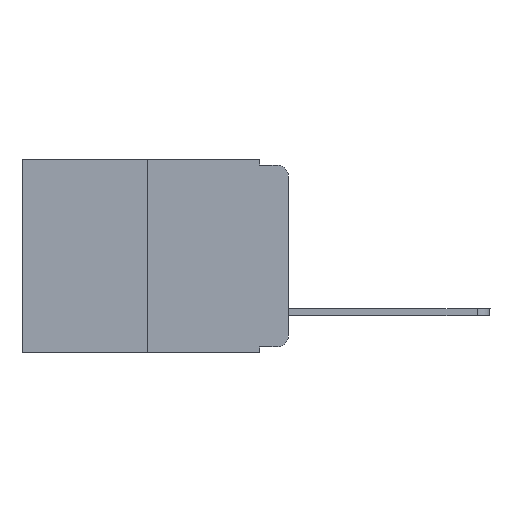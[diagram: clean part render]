
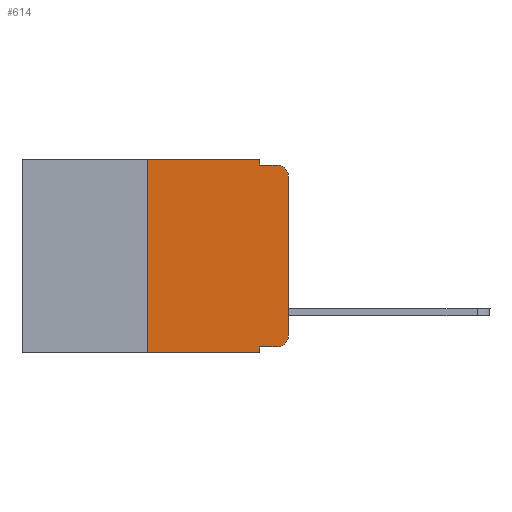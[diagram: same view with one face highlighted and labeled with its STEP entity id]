
A CAD part, left-side view. The second image highlights one B-rep face of the part: STEP entity #614.
In plain terms, the highlighted planar face has unit normal (-1, 0, 0).
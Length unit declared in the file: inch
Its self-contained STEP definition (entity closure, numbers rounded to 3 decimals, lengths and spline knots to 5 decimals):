
#450 = EDGE_CURVE ( 'NONE', #1944, #9732, #10961, .T. ) ;
#524 = EDGE_CURVE ( 'NONE', #2995, #1944, #4888, .T. ) ;
#614 = ADVANCED_FACE ( 'NONE', ( #5231 ), #12556, .F. ) ;
#659 = EDGE_CURVE ( 'NONE', #4390, #8936, #12698, .T. ) ;
#866 = LINE ( 'NONE', #7231, #1096 ) ;
#924 = DIRECTION ( 'NONE',  ( 0., -1., 0. ) ) ;
#1093 = DIRECTION ( 'NONE',  ( 0., 0., -1. ) ) ;
#1096 = VECTOR ( 'NONE', #6202, 39.37008 ) ;
#1161 = CARTESIAN_POINT ( 'NONE',  ( 0., 0.051, -0.333 ) ) ;
#1451 = ORIENTED_EDGE ( 'NONE', *, *, #5344, .F. ) ;
#1496 = CARTESIAN_POINT ( 'NONE',  ( 0., 0.051, 0. ) ) ;
#1517 = ORIENTED_EDGE ( 'NONE', *, *, #450, .F. ) ;
#1610 = LINE ( 'NONE', #11992, #9695 ) ;
#1882 = AXIS2_PLACEMENT_3D ( 'NONE', #2073, #4359, #1093 ) ;
#1944 = VERTEX_POINT ( 'NONE', #8474 ) ;
#2044 = EDGE_CURVE ( 'NONE', #3630, #2202, #9920, .T. ) ;
#2073 = CARTESIAN_POINT ( 'NONE',  ( 0., 0.02, -0.313 ) ) ;
#2202 = VERTEX_POINT ( 'NONE', #12265 ) ;
#2363 = ORIENTED_EDGE ( 'NONE', *, *, #659, .T. ) ;
#2497 = ORIENTED_EDGE ( 'NONE', *, *, #524, .F. ) ;
#2995 = VERTEX_POINT ( 'NONE', #13420 ) ;
#3018 = CARTESIAN_POINT ( 'NONE',  ( 0., 0.051, -0.343 ) ) ;
#3113 = VECTOR ( 'NONE', #13121, 39.37008 ) ;
#3145 = EDGE_CURVE ( 'NONE', #9781, #12154, #4268, .T. ) ;
#3583 = VECTOR ( 'NONE', #924, 39.37008 ) ;
#3630 = VERTEX_POINT ( 'NONE', #1161 ) ;
#4124 = DIRECTION ( 'NONE',  ( 1., 0., 0. ) ) ;
#4220 = CARTESIAN_POINT ( 'NONE',  ( 0., 0.25, 0. ) ) ;
#4226 = VECTOR ( 'NONE', #13248, 39.37008 ) ;
#4268 = CIRCLE ( 'NONE', #6022, 0.02 ) ;
#4359 = DIRECTION ( 'NONE',  ( -1., 0., 0. ) ) ;
#4390 = VERTEX_POINT ( 'NONE', #8456 ) ;
#4798 = EDGE_CURVE ( 'NONE', #2202, #9124, #6072, .T. ) ;
#4888 = LINE ( 'NONE', #6880, #4226 ) ;
#5116 = VECTOR ( 'NONE', #9388, 39.37008 ) ;
#5193 = LINE ( 'NONE', #4220, #5116 ) ;
#5231 = FACE_OUTER_BOUND ( 'NONE', #6091, .T. ) ;
#5344 = EDGE_CURVE ( 'NONE', #9732, #12154, #7572, .T. ) ;
#5444 = DIRECTION ( 'NONE',  ( 0., -1., 0. ) ) ;
#5513 = CARTESIAN_POINT ( 'NONE',  ( 0., 0.051, -0.01 ) ) ;
#6022 = AXIS2_PLACEMENT_3D ( 'NONE', #12805, #7533, #11759 ) ;
#6072 = CIRCLE ( 'NONE', #1882, 0.02 ) ;
#6082 = VECTOR ( 'NONE', #5444, 39.37008 ) ;
#6091 = EDGE_LOOP ( 'NONE', ( #10913, #13416, #1451, #1517, #2497, #11767, #2363, #7472, #13251, #9394 ) ) ;
#6202 = DIRECTION ( 'NONE',  ( 0., 0., -1. ) ) ;
#6880 = CARTESIAN_POINT ( 'NONE',  ( 0., 0.473, 0. ) ) ;
#7231 = CARTESIAN_POINT ( 'NONE',  ( 0., 0.051, 0. ) ) ;
#7332 = CARTESIAN_POINT ( 'NONE',  ( 0., 0., -0.03 ) ) ;
#7360 = CARTESIAN_POINT ( 'NONE',  ( 0., 0.473, -0.343 ) ) ;
#7472 = ORIENTED_EDGE ( 'NONE', *, *, #13447, .F. ) ;
#7533 = DIRECTION ( 'NONE',  ( -1., 0., 0. ) ) ;
#7572 = LINE ( 'NONE', #5513, #6082 ) ;
#7768 = DIRECTION ( 'NONE',  ( 0., -1., 0. ) ) ;
#8259 = CARTESIAN_POINT ( 'NONE',  ( 0., 0.473, 0. ) ) ;
#8456 = CARTESIAN_POINT ( 'NONE',  ( 0., 0.25, -0.343 ) ) ;
#8474 = CARTESIAN_POINT ( 'NONE',  ( 0., 0.051, 0. ) ) ;
#8811 = CARTESIAN_POINT ( 'NONE',  ( 0., 0., -0.313 ) ) ;
#8936 = VERTEX_POINT ( 'NONE', #3018 ) ;
#9124 = VERTEX_POINT ( 'NONE', #8811 ) ;
#9360 = CARTESIAN_POINT ( 'NONE',  ( 0., 0.02, -0.01 ) ) ;
#9388 = DIRECTION ( 'NONE',  ( 0., 0., 1. ) ) ;
#9394 = ORIENTED_EDGE ( 'NONE', *, *, #4798, .T. ) ;
#9557 = VECTOR ( 'NONE', #7768, 39.37008 ) ;
#9629 = EDGE_CURVE ( 'NONE', #9124, #9781, #1610, .T. ) ;
#9695 = VECTOR ( 'NONE', #10940, 39.37008 ) ;
#9732 = VERTEX_POINT ( 'NONE', #10231 ) ;
#9781 = VERTEX_POINT ( 'NONE', #7332 ) ;
#9920 = LINE ( 'NONE', #11798, #9557 ) ;
#10231 = CARTESIAN_POINT ( 'NONE',  ( 0., 0.051, -0.01 ) ) ;
#10627 = AXIS2_PLACEMENT_3D ( 'NONE', #8259, #4124, #12487 ) ;
#10913 = ORIENTED_EDGE ( 'NONE', *, *, #9629, .T. ) ;
#10940 = DIRECTION ( 'NONE',  ( 0., 0., 1. ) ) ;
#10961 = LINE ( 'NONE', #1496, #3113 ) ;
#11719 = EDGE_CURVE ( 'NONE', #4390, #2995, #5193, .T. ) ;
#11759 = DIRECTION ( 'NONE',  ( 0., 0., -1. ) ) ;
#11767 = ORIENTED_EDGE ( 'NONE', *, *, #11719, .F. ) ;
#11798 = CARTESIAN_POINT ( 'NONE',  ( 0., 0.051, -0.333 ) ) ;
#11992 = CARTESIAN_POINT ( 'NONE',  ( 0., 0., 0. ) ) ;
#12154 = VERTEX_POINT ( 'NONE', #9360 ) ;
#12265 = CARTESIAN_POINT ( 'NONE',  ( 0., 0.02, -0.333 ) ) ;
#12487 = DIRECTION ( 'NONE',  ( 0., 0., -1. ) ) ;
#12556 = PLANE ( 'NONE',  #10627 ) ;
#12698 = LINE ( 'NONE', #7360, #3583 ) ;
#12805 = CARTESIAN_POINT ( 'NONE',  ( 0., 0.02, -0.03 ) ) ;
#13121 = DIRECTION ( 'NONE',  ( 0., 0., -1. ) ) ;
#13248 = DIRECTION ( 'NONE',  ( 0., -1., 0. ) ) ;
#13251 = ORIENTED_EDGE ( 'NONE', *, *, #2044, .T. ) ;
#13416 = ORIENTED_EDGE ( 'NONE', *, *, #3145, .T. ) ;
#13420 = CARTESIAN_POINT ( 'NONE',  ( 0., 0.25, 0. ) ) ;
#13447 = EDGE_CURVE ( 'NONE', #3630, #8936, #866, .T. ) ;
